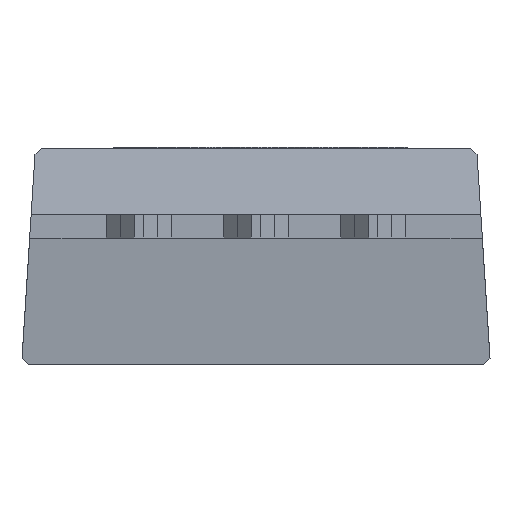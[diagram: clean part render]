
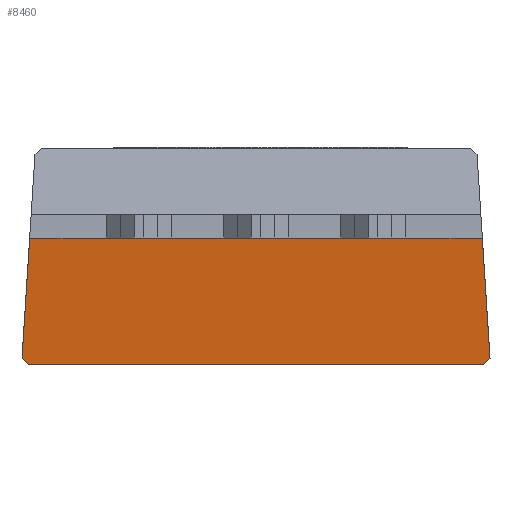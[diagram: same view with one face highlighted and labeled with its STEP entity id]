
A CAD part, front view. The second image highlights one B-rep face of the part: STEP entity #8460.
In plain terms, the highlighted planar face has unit normal (0, -0.994, -0.108).
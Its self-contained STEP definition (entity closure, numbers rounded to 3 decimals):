
#28 = CARTESIAN_POINT ( 'NONE',  ( -4.904, 0., 2.333 ) ) ;
#57 = ORIENTED_EDGE ( 'NONE', *, *, #7757, .T. ) ;
#118 = EDGE_CURVE ( 'NONE', #3039, #8123, #609, .T. ) ;
#126 = EDGE_LOOP ( 'NONE', ( #57, #1699, #3332, #2224, #3959, #1138, #7324, #4453, #3320, #5798, #305, #5898 ) ) ;
#223 = DIRECTION ( 'NONE',  ( -0.063, 0.108, -0.992 ) ) ;
#225 = CARTESIAN_POINT ( 'NONE',  ( -3.24, 0., 2.333 ) ) ;
#305 = ORIENTED_EDGE ( 'NONE', *, *, #7977, .T. ) ;
#338 = EDGE_CURVE ( 'NONE', #6576, #4751, #2537, .T. ) ;
#388 = DIRECTION ( 'NONE',  ( 1., 0., 0. ) ) ;
#503 = DIRECTION ( 'NONE',  ( 1., 0., 0. ) ) ;
#609 = LINE ( 'NONE', #7528, #4597 ) ;
#625 = DIRECTION ( 'NONE',  ( 0.682, 0.079, -0.727 ) ) ;
#717 = DIRECTION ( 'NONE',  ( -1., 0., 0. ) ) ;
#814 = LINE ( 'NONE', #2353, #5666 ) ;
#1138 = ORIENTED_EDGE ( 'NONE', *, *, #8385, .T. ) ;
#1346 = EDGE_CURVE ( 'NONE', #3039, #5007, #8372, .T. ) ;
#1526 = CARTESIAN_POINT ( 'NONE',  ( 4.93, 0.3, -0.417 ) ) ;
#1619 = CARTESIAN_POINT ( 'NONE',  ( -5.07, 0.284, -0.267 ) ) ;
#1658 = LINE ( 'NONE', #9444, #5339 ) ;
#1699 = ORIENTED_EDGE ( 'NONE', *, *, #4789, .T. ) ;
#1817 = VERTEX_POINT ( 'NONE', #2008 ) ;
#1872 = LINE ( 'NONE', #5011, #6982 ) ;
#2008 = CARTESIAN_POINT ( 'NONE',  ( -4.93, 0.3, -0.417 ) ) ;
#2015 = CARTESIAN_POINT ( 'NONE',  ( -1.84, 0., 2.333 ) ) ;
#2224 = ORIENTED_EDGE ( 'NONE', *, *, #7751, .F. ) ;
#2259 = DIRECTION ( 'NONE',  ( 0., 0.108, -0.994 ) ) ;
#2328 = FACE_OUTER_BOUND ( 'NONE', #126, .T. ) ;
#2353 = CARTESIAN_POINT ( 'NONE',  ( 5.07, 0.284, -0.267 ) ) ;
#2537 = LINE ( 'NONE', #1526, #5750 ) ;
#3039 = VERTEX_POINT ( 'NONE', #8698 ) ;
#3106 = LINE ( 'NONE', #6230, #4513 ) ;
#3115 = CARTESIAN_POINT ( 'NONE',  ( 5.08, 0., 2.333 ) ) ;
#3182 = VECTOR ( 'NONE', #10003, 1000. ) ;
#3244 = VECTOR ( 'NONE', #7116, 1000. ) ;
#3291 = CARTESIAN_POINT ( 'NONE',  ( 5.08, 0., 2.333 ) ) ;
#3320 = ORIENTED_EDGE ( 'NONE', *, *, #1346, .T. ) ;
#3332 = ORIENTED_EDGE ( 'NONE', *, *, #4905, .T. ) ;
#3337 = LINE ( 'NONE', #3291, #6022 ) ;
#3438 = EDGE_CURVE ( 'NONE', #7945, #5007, #6966, .T. ) ;
#3445 = VERTEX_POINT ( 'NONE', #2015 ) ;
#3461 = VERTEX_POINT ( 'NONE', #4322 ) ;
#3464 = CARTESIAN_POINT ( 'NONE',  ( -4.904, 0., 2.333 ) ) ;
#3559 = VECTOR ( 'NONE', #388, 1000. ) ;
#3863 = VERTEX_POINT ( 'NONE', #225 ) ;
#3959 = ORIENTED_EDGE ( 'NONE', *, *, #338, .T. ) ;
#3969 = CARTESIAN_POINT ( 'NONE',  ( 5.07, 0.284, -0.267 ) ) ;
#4322 = CARTESIAN_POINT ( 'NONE',  ( 4.904, 0., 2.333 ) ) ;
#4453 = ORIENTED_EDGE ( 'NONE', *, *, #118, .F. ) ;
#4513 = VECTOR ( 'NONE', #8678, 1000. ) ;
#4597 = VECTOR ( 'NONE', #503, 1000. ) ;
#4633 = DIRECTION ( 'NONE',  ( 0., -0.994, -0.108 ) ) ;
#4736 = DIRECTION ( 'NONE',  ( 0.682, -0.079, 0.727 ) ) ;
#4751 = VERTEX_POINT ( 'NONE', #3969 ) ;
#4789 = EDGE_CURVE ( 'NONE', #5946, #9001, #7289, .T. ) ;
#4884 = VECTOR ( 'NONE', #625, 1000. ) ;
#4905 = EDGE_CURVE ( 'NONE', #9001, #1817, #5427, .T. ) ;
#4910 = CARTESIAN_POINT ( 'NONE',  ( 0.7, 0., 2.333 ) ) ;
#5007 = VERTEX_POINT ( 'NONE', #4910 ) ;
#5011 = CARTESIAN_POINT ( 'NONE',  ( 5.08, 0., 2.333 ) ) ;
#5140 = CARTESIAN_POINT ( 'NONE',  ( 0.7, 0., 2.333 ) ) ;
#5339 = VECTOR ( 'NONE', #8573, 1000. ) ;
#5427 = LINE ( 'NONE', #7798, #4884 ) ;
#5466 = LINE ( 'NONE', #8611, #3244 ) ;
#5666 = VECTOR ( 'NONE', #9391, 1000. ) ;
#5750 = VECTOR ( 'NONE', #4736, 1000. ) ;
#5798 = ORIENTED_EDGE ( 'NONE', *, *, #3438, .F. ) ;
#5898 = ORIENTED_EDGE ( 'NONE', *, *, #6997, .F. ) ;
#5946 = VERTEX_POINT ( 'NONE', #3464 ) ;
#6022 = VECTOR ( 'NONE', #717, 1000. ) ;
#6230 = CARTESIAN_POINT ( 'NONE',  ( -1.84, 0., 2.333 ) ) ;
#6576 = VERTEX_POINT ( 'NONE', #9066 ) ;
#6966 = LINE ( 'NONE', #5140, #3559 ) ;
#6982 = VECTOR ( 'NONE', #8162, 1000. ) ;
#6997 = EDGE_CURVE ( 'NONE', #3863, #3445, #3106, .T. ) ;
#7116 = DIRECTION ( 'NONE',  ( -1., 0., 0. ) ) ;
#7289 = LINE ( 'NONE', #28, #9800 ) ;
#7324 = ORIENTED_EDGE ( 'NONE', *, *, #8387, .T. ) ;
#7528 = CARTESIAN_POINT ( 'NONE',  ( 3.24, 0., 2.333 ) ) ;
#7592 = CARTESIAN_POINT ( 'NONE',  ( 5.08, 0., 2.333 ) ) ;
#7751 = EDGE_CURVE ( 'NONE', #6576, #1817, #1658, .T. ) ;
#7757 = EDGE_CURVE ( 'NONE', #3863, #5946, #3337, .T. ) ;
#7798 = CARTESIAN_POINT ( 'NONE',  ( -5.07, 0.284, -0.267 ) ) ;
#7945 = VERTEX_POINT ( 'NONE', #9350 ) ;
#7977 = EDGE_CURVE ( 'NONE', #7945, #3445, #1872, .T. ) ;
#8123 = VERTEX_POINT ( 'NONE', #8443 ) ;
#8155 = AXIS2_PLACEMENT_3D ( 'NONE', #3115, #4633, #2259 ) ;
#8162 = DIRECTION ( 'NONE',  ( -1., 0., 0. ) ) ;
#8372 = LINE ( 'NONE', #7592, #3182 ) ;
#8385 = EDGE_CURVE ( 'NONE', #4751, #3461, #814, .T. ) ;
#8387 = EDGE_CURVE ( 'NONE', #3461, #8123, #5466, .T. ) ;
#8443 = CARTESIAN_POINT ( 'NONE',  ( 3.24, 0., 2.333 ) ) ;
#8460 = ADVANCED_FACE ( 'NONE', ( #2328 ), #10132, .T. ) ;
#8573 = DIRECTION ( 'NONE',  ( -1., 0., 0. ) ) ;
#8611 = CARTESIAN_POINT ( 'NONE',  ( 5.08, 0., 2.333 ) ) ;
#8678 = DIRECTION ( 'NONE',  ( 1., 0., 0. ) ) ;
#8698 = CARTESIAN_POINT ( 'NONE',  ( 1.84, 0., 2.333 ) ) ;
#9001 = VERTEX_POINT ( 'NONE', #1619 ) ;
#9066 = CARTESIAN_POINT ( 'NONE',  ( 4.93, 0.3, -0.417 ) ) ;
#9350 = CARTESIAN_POINT ( 'NONE',  ( -0.7, 0., 2.333 ) ) ;
#9391 = DIRECTION ( 'NONE',  ( -0.063, -0.108, 0.992 ) ) ;
#9444 = CARTESIAN_POINT ( 'NONE',  ( -5.08, 0.3, -0.417 ) ) ;
#9800 = VECTOR ( 'NONE', #223, 1000. ) ;
#10003 = DIRECTION ( 'NONE',  ( -1., 0., 0. ) ) ;
#10132 = PLANE ( 'NONE',  #8155 ) ;
